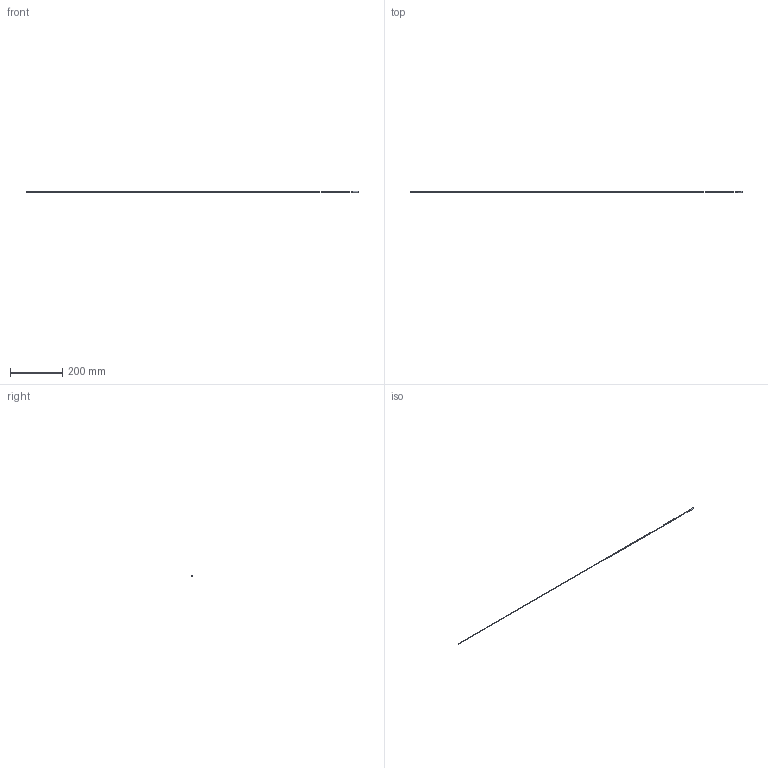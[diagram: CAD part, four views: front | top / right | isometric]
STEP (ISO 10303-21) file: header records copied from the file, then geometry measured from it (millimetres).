
FILE_DESCRIPTION (( 'STEP AP214' ), '1' );
FILE_NAME ('1268-B.STEP', '2015-04-07T14:32:20', ( '' ), ( '' ), 'SwSTEP 2.0', 'SolidWorks 2014', '' );
FILE_SCHEMA (( 'AUTOMOTIVE_DESIGN' ));
Length unit declared in the file: millimetre
Products named in the file (1): 1268-B
Bounding box: 1272.8 x 3.97 x 4 mm (x, y, z)
Volume: 4110.9 mm3; surface area: 10432.4 mm2
Topology: 1 solids, 1 shells, 30 faces, 66 edges, 44 vertices
Faces by surface type: cylinder 18, plane 12
Entity records: 1170 total; most frequent: DIRECTION 168, CARTESIAN_POINT 141, ORIENTED_EDGE 132, AXIS2_PLACEMENT_3D 71, EDGE_CURVE 66, VERTEX_POINT 44, CIRCLE 40, EDGE_LOOP 36
